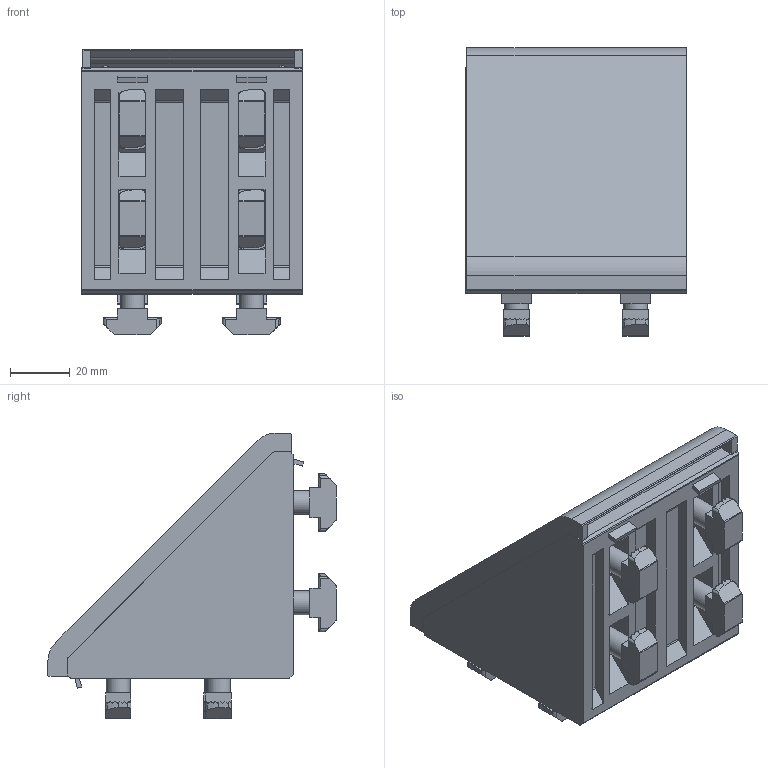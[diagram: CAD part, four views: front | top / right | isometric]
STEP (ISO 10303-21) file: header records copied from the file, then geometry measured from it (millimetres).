
FILE_DESCRIPTION(/* description */ (''),/* implementation_level */ '2;1');
FILE_NAME(/* name */ '1025383.stp',/* time_stamp */ '2024-08-19T13:55:39+02:00',/* author */ ('Bo'),/* organization */ (''),/* preprocessor_version */ 'ST-DEVELOPER v20',/* originating_system */ 'Autodesk Inventor 2025',/* authorisation */ ' ');
FILE_SCHEMA (('AUTOMOTIVE_DESIGN { 1 0 10303 214 3 1 1 }'));
Length unit declared in the file: millimetre
Products named in the file (20): 1025383; 1025383-1; 1025383-2; 1025383-3; 1025383-4; 1025383-5; 1025383-6; 1025383-7; 1025383-8; 1025383-9; 1025383-10; 1025383-11; 1025383-12; 1025383-13; 1025383-14; 1025383-15; 1025383-16; 1025383-17; 1025385; 1025385-1
Assembly tree (19 placements, depth 3):
  1025383
    1025383-1
    1025383-2
    1025383-3
    1025383-4
    1025383-5
    1025383-6
    1025383-7
    1025383-8
    1025383-9
    1025383-10
    1025383-11
    1025383-12
    1025383-13
    1025383-14
    1025383-15
    1025383-16
    1025383-17
    1025385
      1025385-1
Bounding box: 74 x 96.7 x 95.96 mm (x, y, z)
Volume: 145248.8 mm3; surface area: 81659.5 mm2
Topology: 18 solids, 18 shells, 794 faces, 2125 edges, 1410 vertices
Faces by surface type: plane 580, cylinder 166, cone 40, sphere 8
Full cylindrical faces by diameter (mm): 5 x4, 6.647 x8, 8 x8, 12 x8, 14 x8, 21 x8
Entity records: 25716 total; most frequent: CARTESIAN_POINT 4432, DIRECTION 4315, ORIENTED_EDGE 4250, EDGE_CURVE 2125, LINE 1537, VECTOR 1537, VERTEX_POINT 1410, AXIS2_PLACEMENT_3D 1389
